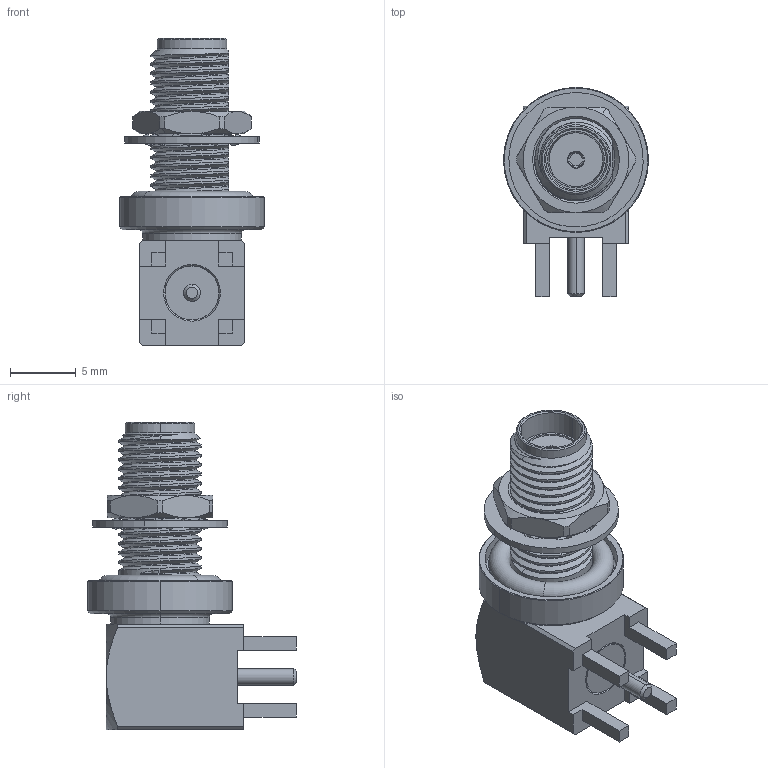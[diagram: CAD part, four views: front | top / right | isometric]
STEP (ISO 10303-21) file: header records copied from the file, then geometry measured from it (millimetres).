
FILE_DESCRIPTION (( 'STEP AP214' ), '1' );
FILE_NAME ('30-468-6-D3.STEP', '2024-07-18T16:39:42', ( '' ), ( '' ), 'SwSTEP 2.0', 'SolidWorks 2023', '' );
FILE_SCHEMA (( 'AUTOMOTIVE_DESIGN' ));
Length unit declared in the file: millimetre
Products named in the file (1): 30-468-6-D3
Bounding box: 11 x 15.85 x 23.3 mm (x, y, z)
Surface area: 1662.8 mm2 (no closed solid volume)
Topology: 0 solids, 10 shells, 262 faces, 711 edges, 458 vertices
Faces by surface type: plane 96, cylinder 69, bspline 45, cone 42, torus 10
Entity records: 11051 total; most frequent: CARTESIAN_POINT 4961, ORIENTED_EDGE 1361, DIRECTION 1100, EDGE_CURVE 711, VERTEX_POINT 458, AXIS2_PLACEMENT_3D 381, VECTOR 338, LINE 338
